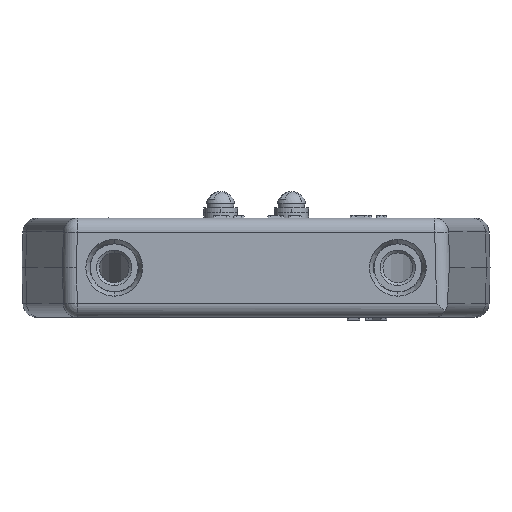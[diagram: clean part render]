
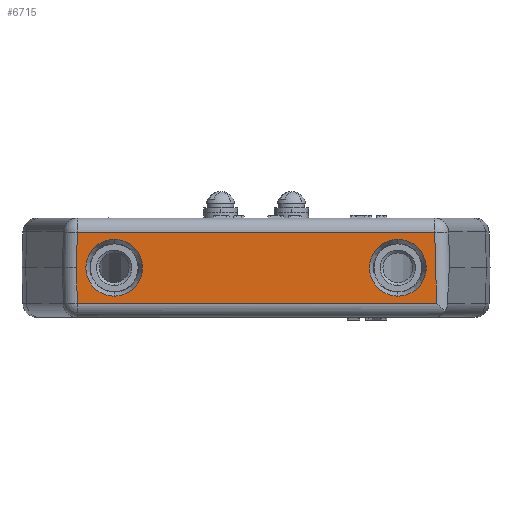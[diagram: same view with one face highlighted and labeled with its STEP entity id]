
A CAD part, front view. The second image highlights one B-rep face of the part: STEP entity #6715.
In plain terms, the highlighted planar face has unit normal (0, -1, 0).
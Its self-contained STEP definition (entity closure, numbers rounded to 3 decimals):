
#196 = EDGE_CURVE ( 'NONE', #6392, #6389, #1027, .T. ) ;
#198 = EDGE_CURVE ( 'NONE', #6382, #5611, #1029, .T. ) ;
#213 = EDGE_CURVE ( 'NONE', #6540, #6539, #1673, .T. ) ;
#214 = EDGE_CURVE ( 'NONE', #6537, #6538, #1663, .T. ) ;
#215 = EDGE_CURVE ( 'NONE', #6536, #6540, #1676, .T. ) ;
#217 = EDGE_CURVE ( 'NONE', #6539, #6537, #1679, .T. ) ;
#218 = EDGE_CURVE ( 'NONE', #6538, #6536, #1682, .T. ) ;
#280 = EDGE_CURVE ( 'NONE', #5611, #6382, #1773, .T. ) ;
#281 = EDGE_CURVE ( 'NONE', #6389, #6392, #1775, .T. ) ;
#1027 = CIRCLE ( 'NONE', #1267, 10. ) ;
#1029 = CIRCLE ( 'NONE', #1272, 10. ) ;
#1267 = AXIS2_PLACEMENT_3D ( 'NONE', #1584, #1585, #1586 ) ;
#1272 = AXIS2_PLACEMENT_3D ( 'NONE', #1590, #1591, #1592 ) ;
#1312 = AXIS2_PLACEMENT_3D ( 'NONE', #2335, #2336, #2337 ) ;
#1314 = AXIS2_PLACEMENT_3D ( 'NONE', #2323, #2333, #2334 ) ;
#1575 = CARTESIAN_POINT ( 'NONE',  ( -62.767, -90., 28.467 ) ) ;
#1584 = CARTESIAN_POINT ( 'NONE',  ( -50., -90., 7.5 ) ) ;
#1585 = DIRECTION ( 'NONE',  ( 0., -1., 0. ) ) ;
#1586 = DIRECTION ( 'NONE',  ( 0., 0., -1. ) ) ;
#1590 = CARTESIAN_POINT ( 'NONE',  ( 50., -90., 7.5 ) ) ;
#1591 = DIRECTION ( 'NONE',  ( 0., -1., 0. ) ) ;
#1592 = DIRECTION ( 'NONE',  ( 0., 0., -1. ) ) ;
#1642 = CARTESIAN_POINT ( 'NONE',  ( 62.862, -90., 24.877 ) ) ;
#1651 = CARTESIAN_POINT ( 'NONE',  ( -63.698, -90., 21.508 ) ) ;
#1652 = DIRECTION ( 'NONE',  ( 0.027, 0., -1. ) ) ;
#1653 = DIRECTION ( 'NONE',  ( -0.027, 0., 1. ) ) ;
#1663 = LINE ( 'NONE', #1642, #1675 ) ;
#1673 = LINE ( 'NONE', #1651, #1674 ) ;
#1674 = VECTOR ( 'NONE', #1652, 1000. ) ;
#1675 = VECTOR ( 'NONE', #1653, 1000. ) ;
#1676 = LINE ( 'NONE', #1575, #1677 ) ;
#1677 = VECTOR ( 'NONE', #2166, 1000. ) ;
#1679 = LINE ( 'NONE', #2167, #1681 ) ;
#1681 = VECTOR ( 'NONE', #2172, 1000. ) ;
#1682 = LINE ( 'NONE', #2173, #1683 ) ;
#1683 = VECTOR ( 'NONE', #2174, 1000. ) ;
#1773 = CIRCLE ( 'NONE', #1314, 10. ) ;
#1775 = CIRCLE ( 'NONE', #1312, 10. ) ;
#2166 = DIRECTION ( 'NONE',  ( -0.027, 0., -1. ) ) ;
#2167 = CARTESIAN_POINT ( 'NONE',  ( 67.034, -90., -5. ) ) ;
#2172 = DIRECTION ( 'NONE',  ( 1., 0., 0. ) ) ;
#2173 = CARTESIAN_POINT ( 'NONE',  ( -67.034, -90., 20. ) ) ;
#2174 = DIRECTION ( 'NONE',  ( -1., 0., 0. ) ) ;
#2323 = CARTESIAN_POINT ( 'NONE',  ( 50., -90., 7.5 ) ) ;
#2333 = DIRECTION ( 'NONE',  ( 0., -1., 0. ) ) ;
#2334 = DIRECTION ( 'NONE',  ( 0., 0., -1. ) ) ;
#2335 = CARTESIAN_POINT ( 'NONE',  ( -50., -90., 7.5 ) ) ;
#2336 = DIRECTION ( 'NONE',  ( 0., -1., 0. ) ) ;
#2337 = DIRECTION ( 'NONE',  ( 0., 0., -1. ) ) ;
#2712 = AXIS2_PLACEMENT_3D ( 'NONE', #5174, #5176, #5177 ) ;
#4059 = FACE_OUTER_BOUND ( 'NONE', #5520, .T. ) ;
#4065 = FACE_BOUND ( 'NONE', #6193, .T. ) ;
#4067 = FACE_BOUND ( 'NONE', #5407, .T. ) ;
#4387 = CARTESIAN_POINT ( 'NONE',  ( 50., -90., 17.5 ) ) ;
#4502 = CARTESIAN_POINT ( 'NONE',  ( -50., -90., 17.5 ) ) ;
#4503 = CARTESIAN_POINT ( 'NONE',  ( 50., -90., -2.5 ) ) ;
#4509 = CARTESIAN_POINT ( 'NONE',  ( -50., -90., -2.5 ) ) ;
#4653 = CARTESIAN_POINT ( 'NONE',  ( -62.992, -90., 20. ) ) ;
#4654 = CARTESIAN_POINT ( 'NONE',  ( 63.657, -90., -5. ) ) ;
#4655 = CARTESIAN_POINT ( 'NONE',  ( 62.992, -90., 20. ) ) ;
#4656 = CARTESIAN_POINT ( 'NONE',  ( -62.992, -90., -5. ) ) ;
#4657 = CARTESIAN_POINT ( 'NONE',  ( -63.325, -90., 7.5 ) ) ;
#5174 = CARTESIAN_POINT ( 'NONE',  ( 67.5, -90., 25. ) ) ;
#5175 = PLANE ( 'NONE',  #2712 ) ;
#5176 = DIRECTION ( 'NONE',  ( 0., -1., 0. ) ) ;
#5177 = DIRECTION ( 'NONE',  ( 0., 0., -1. ) ) ;
#5407 = EDGE_LOOP ( 'NONE', ( #6357, #6358 ) ) ;
#5520 = EDGE_LOOP ( 'NONE', ( #6350, #6351, #6352, #6353, #6354 ) ) ;
#5611 = VERTEX_POINT ( 'NONE', #4387 ) ;
#6193 = EDGE_LOOP ( 'NONE', ( #6355, #6356 ) ) ;
#6350 = ORIENTED_EDGE ( 'NONE', *, *, #213, .T. ) ;
#6351 = ORIENTED_EDGE ( 'NONE', *, *, #217, .T. ) ;
#6352 = ORIENTED_EDGE ( 'NONE', *, *, #214, .T. ) ;
#6353 = ORIENTED_EDGE ( 'NONE', *, *, #218, .T. ) ;
#6354 = ORIENTED_EDGE ( 'NONE', *, *, #215, .T. ) ;
#6355 = ORIENTED_EDGE ( 'NONE', *, *, #198, .F. ) ;
#6356 = ORIENTED_EDGE ( 'NONE', *, *, #280, .F. ) ;
#6357 = ORIENTED_EDGE ( 'NONE', *, *, #196, .F. ) ;
#6358 = ORIENTED_EDGE ( 'NONE', *, *, #281, .F. ) ;
#6382 = VERTEX_POINT ( 'NONE', #4503 ) ;
#6389 = VERTEX_POINT ( 'NONE', #4502 ) ;
#6392 = VERTEX_POINT ( 'NONE', #4509 ) ;
#6536 = VERTEX_POINT ( 'NONE', #4653 ) ;
#6537 = VERTEX_POINT ( 'NONE', #4654 ) ;
#6538 = VERTEX_POINT ( 'NONE', #4655 ) ;
#6539 = VERTEX_POINT ( 'NONE', #4656 ) ;
#6540 = VERTEX_POINT ( 'NONE', #4657 ) ;
#6715 = ADVANCED_FACE ( 'NONE', ( #4059, #4065, #4067 ), #5175, .T. ) ;
